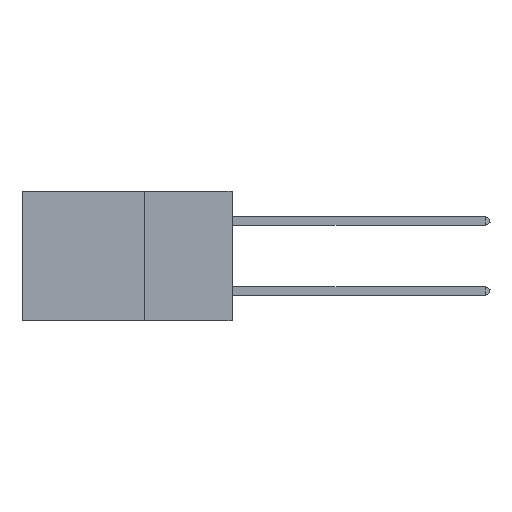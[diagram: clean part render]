
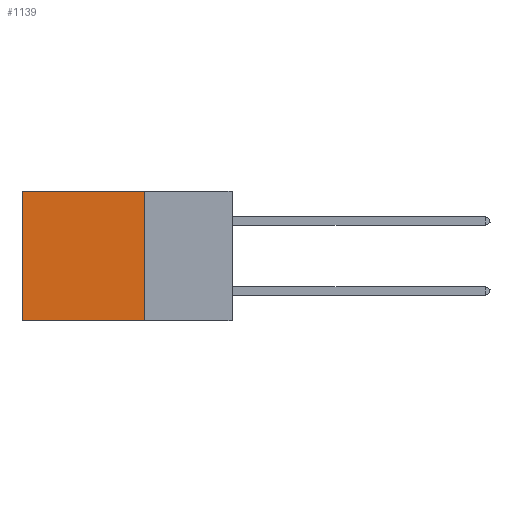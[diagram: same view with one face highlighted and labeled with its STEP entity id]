
A CAD part, left-side view. The second image highlights one B-rep face of the part: STEP entity #1139.
In plain terms, the highlighted planar face has unit normal (-1, 0, 0).
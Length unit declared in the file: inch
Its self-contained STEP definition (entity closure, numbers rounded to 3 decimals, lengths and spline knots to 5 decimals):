
#226 = CARTESIAN_POINT ( 'NONE',  ( 0.2875, 0.6, 0. ) ) ;
#337 = DIRECTION ( 'NONE',  ( 0., 0., -1. ) ) ;
#1139 = ADVANCED_FACE ( 'NONE', ( #6590 ), #1613, .F. ) ;
#1167 = LINE ( 'NONE', #8969, #13284 ) ;
#1360 = DIRECTION ( 'NONE',  ( 0., 0., -1. ) ) ;
#1431 = DIRECTION ( 'NONE',  ( 1., 0., 0. ) ) ;
#1516 = CARTESIAN_POINT ( 'NONE',  ( 0.2875, 0.25, 0. ) ) ;
#1613 = PLANE ( 'NONE',  #9887 ) ;
#2465 = ORIENTED_EDGE ( 'NONE', *, *, #3120, .T. ) ;
#2772 = VECTOR ( 'NONE', #8382, 39.37008 ) ;
#3120 = EDGE_CURVE ( 'NONE', #15454, #17920, #1167, .T. ) ;
#4957 = EDGE_CURVE ( 'NONE', #13195, #19460, #14495, .T. ) ;
#5151 = ORIENTED_EDGE ( 'NONE', *, *, #17301, .F. ) ;
#6035 = ORIENTED_EDGE ( 'NONE', *, *, #17819, .T. ) ;
#6590 = FACE_OUTER_BOUND ( 'NONE', #10626, .T. ) ;
#7217 = LINE ( 'NONE', #16239, #2772 ) ;
#8382 = DIRECTION ( 'NONE',  ( 0., 0., -1. ) ) ;
#8733 = DIRECTION ( 'NONE',  ( 0., 1., 0. ) ) ;
#8771 = CARTESIAN_POINT ( 'NONE',  ( 0.2875, 0.25, 0. ) ) ;
#8969 = CARTESIAN_POINT ( 'NONE',  ( 0.2875, 0.25, 0. ) ) ;
#9034 = DIRECTION ( 'NONE',  ( 0., 1., 0. ) ) ;
#9042 = CARTESIAN_POINT ( 'NONE',  ( 0.2875, 0.25, -0.37 ) ) ;
#9887 = AXIS2_PLACEMENT_3D ( 'NONE', #1516, #1431, #1360 ) ;
#10626 = EDGE_LOOP ( 'NONE', ( #6035, #15468, #5151, #2465 ) ) ;
#11191 = CARTESIAN_POINT ( 'NONE',  ( 0.2875, 0.6, -0.37 ) ) ;
#12560 = LINE ( 'NONE', #8771, #20455 ) ;
#13195 = VERTEX_POINT ( 'NONE', #21037 ) ;
#13284 = VECTOR ( 'NONE', #8733, 39.37008 ) ;
#13486 = VECTOR ( 'NONE', #9034, 39.37008 ) ;
#14495 = LINE ( 'NONE', #9042, #13486 ) ;
#15454 = VERTEX_POINT ( 'NONE', #16571 ) ;
#15468 = ORIENTED_EDGE ( 'NONE', *, *, #4957, .F. ) ;
#16239 = CARTESIAN_POINT ( 'NONE',  ( 0.2875, 0.6, 0. ) ) ;
#16571 = CARTESIAN_POINT ( 'NONE',  ( 0.2875, 0.25, 0. ) ) ;
#17301 = EDGE_CURVE ( 'NONE', #15454, #13195, #12560, .T. ) ;
#17819 = EDGE_CURVE ( 'NONE', #17920, #19460, #7217, .T. ) ;
#17920 = VERTEX_POINT ( 'NONE', #226 ) ;
#19460 = VERTEX_POINT ( 'NONE', #11191 ) ;
#20455 = VECTOR ( 'NONE', #337, 39.37008 ) ;
#21037 = CARTESIAN_POINT ( 'NONE',  ( 0.2875, 0.25, -0.37 ) ) ;
